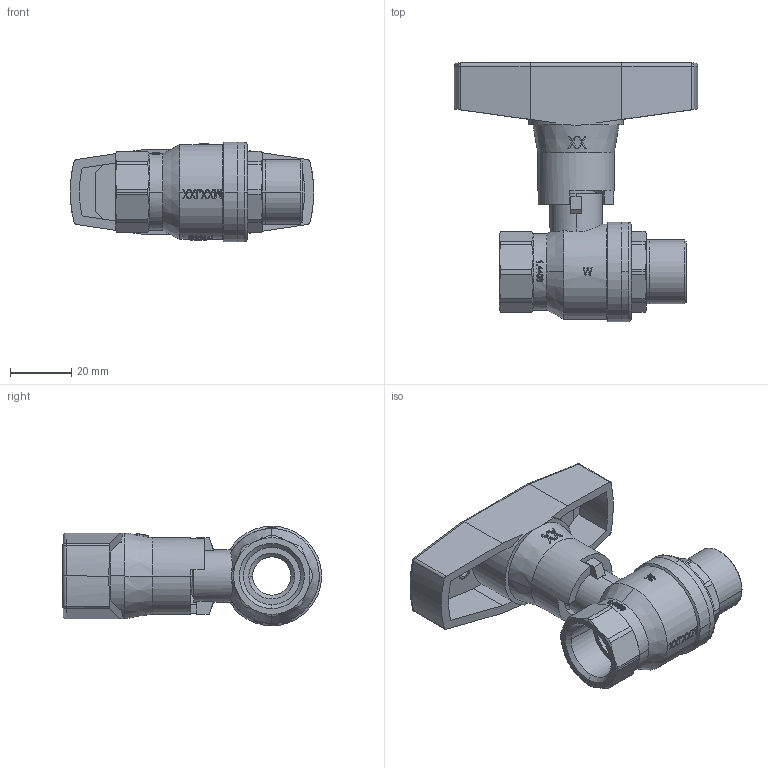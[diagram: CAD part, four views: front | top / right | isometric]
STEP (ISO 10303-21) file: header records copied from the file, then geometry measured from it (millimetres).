
FILE_DESCRIPTION(('OneSpaceDesigner STEP Export'),'2;1');
FILE_NAME('9381-1_2-STEP-KUNDE.stp','2013-02-06T15:37:56',(''),(''),'OneSpace Designer STEP processor for AP214 (Solid Model)','OneSpace Modeling 15.50D 18-Apr-2008 (C) CoCreate Software GmbH','');
FILE_SCHEMA(('AUTOMOTIVE_DESIGN { 1 0 10303 214 1 1 1 1 }'));
Length unit declared in the file: millimetre
Products named in the file (11): Abdeckkappe-3_8-1_1_2; Einschraubteil-1_2; Körper__1_2; Neu-T-Griff-Al-3_8-3_4-a; Spindeldichtung__1_2_-_3_4; Stopfbuchse__1_2_-_3_4
Assembly tree (5 placements, depth 2):
  Abdeckkappe-3_8-1_1_2
    Abdeckkappe-3_8-1_1_2
  Einschraubteil-1_2
  Körper__1_2
    Körper__1_2
  Neu-T-Griff-Al-3_8-3_4-a
    Neu-T-Griff-Al-3_8-3_4-a
  Spindeldichtung__1_2_-_3_4
    Spindeldichtung__1_2_-_3_4
Bounding box: 79.5 x 84.65 x 32.5 mm (x, y, z)
Volume: 48289.7 mm3; surface area: 31757.8 mm2
Topology: 6 solids, 6 shells, 1423 faces, 3987 edges, 2635 vertices
Faces by surface type: plane 1165, cylinder 162, cone 80, torus 10, sphere 4, revolution 2
Entity records: 46657 total; most frequent: CARTESIAN_POINT 8309, ORIENTED_EDGE 7966, DIRECTION 7434, EDGE_CURVE 3983, VERTEX_POINT 2635, AXIS2_PLACEMENT_3D 2493, VECTOR 2447, LINE 2447
